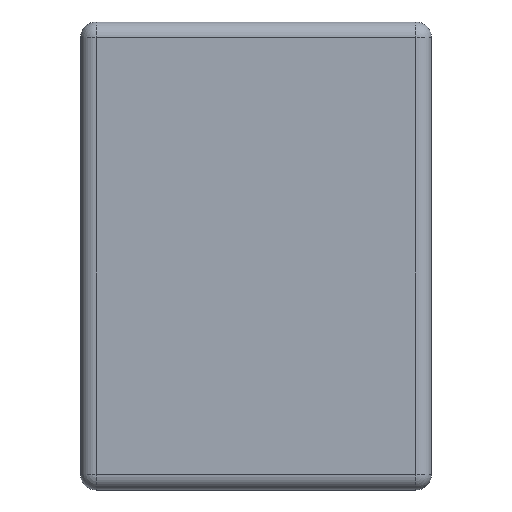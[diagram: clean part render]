
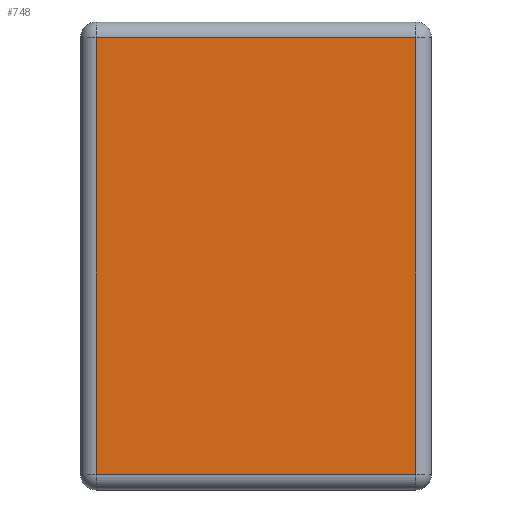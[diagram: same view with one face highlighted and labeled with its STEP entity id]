
A CAD part, top view. The second image highlights one B-rep face of the part: STEP entity #748.
In plain terms, the highlighted planar face has unit normal (0, 0, 1).
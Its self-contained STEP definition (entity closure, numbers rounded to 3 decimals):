
#62=PLANE('',#868);
#106=FACE_OUTER_BOUND('',#152,.T.);
#152=EDGE_LOOP('',(#675,#676,#677,#678));
#194=LINE('',#1400,#246);
#196=LINE('',#1403,#248);
#200=LINE('',#1409,#252);
#204=LINE('',#1415,#256);
#246=VECTOR('',#1061,10.);
#248=VECTOR('',#1065,10.);
#252=VECTOR('',#1073,10.);
#256=VECTOR('',#1081,10.);
#357=VERTEX_POINT('',#1371);
#360=VERTEX_POINT('',#1378);
#362=VERTEX_POINT('',#1383);
#364=VERTEX_POINT('',#1389);
#462=EDGE_CURVE('',#362,#364,#194,.T.);
#464=EDGE_CURVE('',#364,#360,#196,.T.);
#468=EDGE_CURVE('',#357,#362,#200,.T.);
#472=EDGE_CURVE('',#360,#357,#204,.T.);
#675=ORIENTED_EDGE('',*,*,#462,.F.);
#676=ORIENTED_EDGE('',*,*,#468,.F.);
#677=ORIENTED_EDGE('',*,*,#472,.F.);
#678=ORIENTED_EDGE('',*,*,#464,.F.);
#748=ADVANCED_FACE('',(#106),#62,.T.);
#868=AXIS2_PLACEMENT_3D('',#1421,#1090,#1091);
#1061=DIRECTION('',(-1.,0.,0.));
#1065=DIRECTION('',(0.,1.,0.));
#1073=DIRECTION('',(0.,-1.,0.));
#1081=DIRECTION('',(1.,0.,0.));
#1090=DIRECTION('center_axis',(0.,0.,1.));
#1091=DIRECTION('ref_axis',(1.,0.,0.));
#1371=CARTESIAN_POINT('',(20.5,28.,2.5));
#1378=CARTESIAN_POINT('',(-20.5,28.,2.5));
#1383=CARTESIAN_POINT('',(20.5,-28.,2.5));
#1389=CARTESIAN_POINT('',(-20.5,-28.,2.5));
#1400=CARTESIAN_POINT('',(11.25,-28.,2.5));
#1403=CARTESIAN_POINT('',(-20.5,-15.,2.5));
#1409=CARTESIAN_POINT('',(20.5,15.,2.5));
#1415=CARTESIAN_POINT('',(-11.25,28.,2.5));
#1421=CARTESIAN_POINT('Origin',(0.,0.,
2.5));
